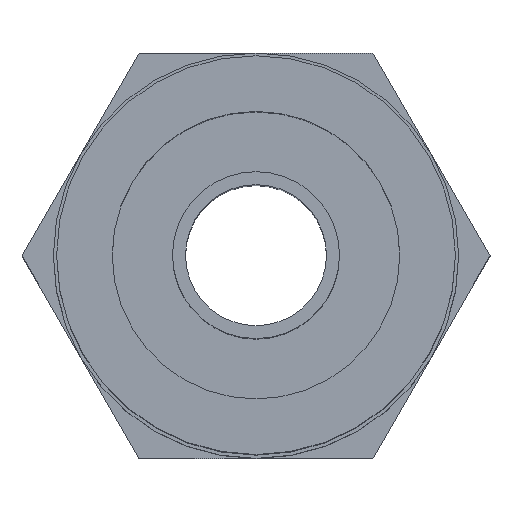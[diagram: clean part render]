
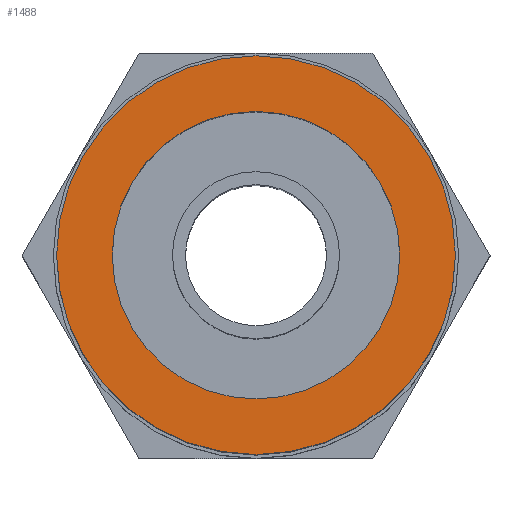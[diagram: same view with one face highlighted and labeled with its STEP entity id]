
A CAD part, top view. The second image highlights one B-rep face of the part: STEP entity #1488.
In plain terms, the highlighted planar face has unit normal (0, 0, 1).
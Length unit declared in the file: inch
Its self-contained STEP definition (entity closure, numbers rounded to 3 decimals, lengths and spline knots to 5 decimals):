
#96 = AXIS2_PLACEMENT_3D ( 'NONE', #99, #98, #97 ) ;
#97 = DIRECTION ( 'NONE',  ( 1., 0., 0. ) ) ;
#98 = DIRECTION ( 'NONE',  ( 0., 0., 1. ) ) ;
#99 = CARTESIAN_POINT ( 'NONE',  ( 0., 0., 0.462 ) ) ;
#100 = CIRCLE ( 'NONE', #96, 0.215 ) ;
#145 = CARTESIAN_POINT ( 'NONE',  ( 0.215, 0., 0.462 ) ) ;
#171 = CARTESIAN_POINT ( 'NONE',  ( -0.215, 0., 0.462 ) ) ;
#234 = DIRECTION ( 'NONE',  ( 1., 0., 0. ) ) ;
#235 = DIRECTION ( 'NONE',  ( 0., 0., 1. ) ) ;
#236 = AXIS2_PLACEMENT_3D ( 'NONE', #243, #235, #234 ) ;
#237 = CIRCLE ( 'NONE', #236, 0.155 ) ;
#238 = DIRECTION ( 'NONE',  ( 1., 0., 0. ) ) ;
#239 = DIRECTION ( 'NONE',  ( 0., 0., 1. ) ) ;
#240 = CARTESIAN_POINT ( 'NONE',  ( 0., 0., 0.462 ) ) ;
#241 = AXIS2_PLACEMENT_3D ( 'NONE', #240, #239, #238 ) ;
#242 = PLANE ( 'NONE',  #241 ) ;
#243 = CARTESIAN_POINT ( 'NONE',  ( 0., 0., 0.462 ) ) ;
#244 = FACE_OUTER_BOUND ( 'NONE', #1479, .T. ) ;
#245 = FACE_BOUND ( 'NONE', #1489, .T. ) ;
#362 = DIRECTION ( 'NONE',  ( 1., 0., 0. ) ) ;
#363 = DIRECTION ( 'NONE',  ( 0., 0., 1. ) ) ;
#364 = CARTESIAN_POINT ( 'NONE',  ( 0., 0., 0.462 ) ) ;
#365 = AXIS2_PLACEMENT_3D ( 'NONE', #364, #363, #362 ) ;
#366 = CIRCLE ( 'NONE', #365, 0.215 ) ;
#1057 = DIRECTION ( 'NONE',  ( 1., 0., 0. ) ) ;
#1058 = DIRECTION ( 'NONE',  ( 0., 0., 1. ) ) ;
#1066 = CARTESIAN_POINT ( 'NONE',  ( -0.155, 0., 0.462 ) ) ;
#1067 = CARTESIAN_POINT ( 'NONE',  ( 0., 0., 0.462 ) ) ;
#1068 = AXIS2_PLACEMENT_3D ( 'NONE', #1067, #1058, #1057 ) ;
#1069 = CIRCLE ( 'NONE', #1068, 0.155 ) ;
#1096 = CARTESIAN_POINT ( 'NONE',  ( 0.155, 0., 0.462 ) ) ;
#1241 = VERTEX_POINT ( 'NONE', #145 ) ;
#1245 = EDGE_CURVE ( 'NONE', #1241, #1246, #100, .T. ) ;
#1246 = VERTEX_POINT ( 'NONE', #171 ) ;
#1352 = VERTEX_POINT ( 'NONE', #1066 ) ;
#1355 = EDGE_CURVE ( 'NONE', #1352, #1364, #1069, .T. ) ;
#1364 = VERTEX_POINT ( 'NONE', #1096 ) ;
#1478 = ORIENTED_EDGE ( 'NONE', *, *, #1355, .F. ) ;
#1479 = EDGE_LOOP ( 'NONE', ( #1503, #1516 ) ) ;
#1480 = ORIENTED_EDGE ( 'NONE', *, *, #1490, .F. ) ;
#1488 = ADVANCED_FACE ( 'NONE', ( #245, #244 ), #242, .T. ) ;
#1489 = EDGE_LOOP ( 'NONE', ( #1480, #1478 ) ) ;
#1490 = EDGE_CURVE ( 'NONE', #1364, #1352, #237, .T. ) ;
#1503 = ORIENTED_EDGE ( 'NONE', *, *, #1504, .T. ) ;
#1504 = EDGE_CURVE ( 'NONE', #1246, #1241, #366, .T. ) ;
#1516 = ORIENTED_EDGE ( 'NONE', *, *, #1245, .T. ) ;
